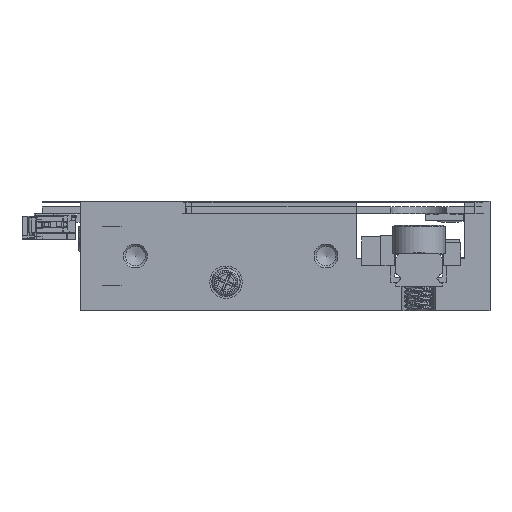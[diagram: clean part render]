
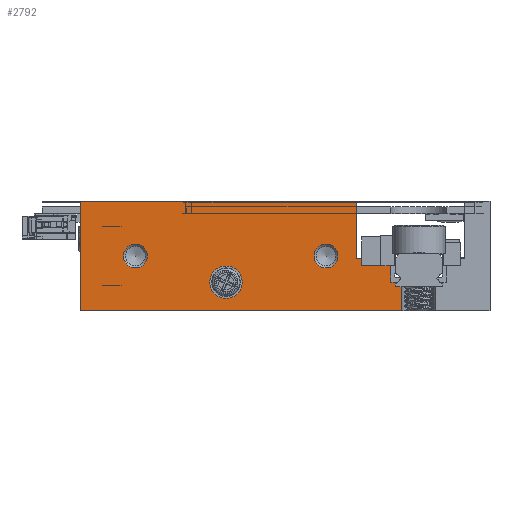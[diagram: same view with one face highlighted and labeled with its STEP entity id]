
A CAD part, left-side view. The second image highlights one B-rep face of the part: STEP entity #2792.
In plain terms, the highlighted planar face has unit normal (-1, 0, 0).
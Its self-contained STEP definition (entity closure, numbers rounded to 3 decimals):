
#1771=FACE_BOUND('',#6886,.T.);
#1772=FACE_BOUND('',#6887,.T.);
#1773=FACE_BOUND('',#6888,.T.);
#1774=FACE_BOUND('',#6889,.T.);
#2792=ADVANCED_FACE('',(#1771,#1772,#1773,#1774),#4450,.F.);
#4450=PLANE('',#32820);
#6886=EDGE_LOOP('',(#10343));
#6887=EDGE_LOOP('',(#10344));
#6888=EDGE_LOOP('',(#10345));
#6889=EDGE_LOOP('',(#10346,#10347,#10348,#10349,#10350,#10351,#10352,#10353));
#9215=CIRCLE('',#32817,1.7);
#9216=CIRCLE('',#32818,1.25);
#9217=CIRCLE('',#32819,1.25);
#10343=ORIENTED_EDGE('',*,*,#22028,.T.);
#10344=ORIENTED_EDGE('',*,*,#22029,.T.);
#10345=ORIENTED_EDGE('',*,*,#22030,.T.);
#10346=ORIENTED_EDGE('',*,*,#22008,.T.);
#10347=ORIENTED_EDGE('',*,*,#22031,.T.);
#10348=ORIENTED_EDGE('',*,*,#22032,.T.);
#10349=ORIENTED_EDGE('',*,*,#22033,.T.);
#10350=ORIENTED_EDGE('',*,*,#22034,.T.);
#10351=ORIENTED_EDGE('',*,*,#21986,.T.);
#10352=ORIENTED_EDGE('',*,*,#21960,.F.);
#10353=ORIENTED_EDGE('',*,*,#21970,.T.);
#18928=VERTEX_POINT('',#44252);
#18929=VERTEX_POINT('',#44254);
#18936=VERTEX_POINT('',#44271);
#18947=VERTEX_POINT('',#44303);
#18966=VERTEX_POINT('',#44347);
#18982=VERTEX_POINT('',#44388);
#18983=VERTEX_POINT('',#44390);
#18984=VERTEX_POINT('',#44392);
#18985=VERTEX_POINT('',#44394);
#18986=VERTEX_POINT('',#44396);
#18987=VERTEX_POINT('',#44398);
#21960=EDGE_CURVE('',#18928,#18929,#26286,.T.);
#21970=EDGE_CURVE('',#18928,#18936,#26294,.T.);
#21986=EDGE_CURVE('',#18947,#18929,#26310,.T.);
#22008=EDGE_CURVE('',#18936,#18966,#26321,.T.);
#22028=EDGE_CURVE('',#18982,#18982,#9215,.T.);
#22029=EDGE_CURVE('',#18983,#18983,#9216,.T.);
#22030=EDGE_CURVE('',#18984,#18984,#9217,.T.);
#22031=EDGE_CURVE('',#18966,#18985,#26340,.T.);
#22032=EDGE_CURVE('',#18985,#18986,#26341,.T.);
#22033=EDGE_CURVE('',#18986,#18987,#26342,.T.);
#22034=EDGE_CURVE('',#18987,#18947,#26343,.T.);
#26286=LINE('',#44253,#29549);
#26294=LINE('',#44272,#29557);
#26310=LINE('',#44302,#29573);
#26321=LINE('',#44348,#29584);
#26340=LINE('',#44393,#29603);
#26341=LINE('',#44395,#29604);
#26342=LINE('',#44397,#29605);
#26343=LINE('',#44399,#29606);
#29549=VECTOR('',#35547,1.);
#29557=VECTOR('',#35561,1.);
#29573=VECTOR('',#35585,1.);
#29584=VECTOR('',#35626,1.);
#29603=VECTOR('',#35661,1.);
#29604=VECTOR('',#35662,1.);
#29605=VECTOR('',#35663,1.);
#29606=VECTOR('',#35664,1.);
#32817=AXIS2_PLACEMENT_3D('',#44387,#35655,#35656);
#32818=AXIS2_PLACEMENT_3D('',#44389,#35657,#35658);
#32819=AXIS2_PLACEMENT_3D('',#44391,#35659,#35660);
#32820=AXIS2_PLACEMENT_3D('',#44400,#35665,#35666);
#35547=DIRECTION('',(0.,-1.,0.));
#35561=DIRECTION('',(0.,0.,-1.));
#35585=DIRECTION('',(0.,0.,1.));
#35626=DIRECTION('',(0.,-1.,0.));
#35655=DIRECTION('',(1.,0.,0.));
#35656=DIRECTION('',(0.,1.,0.));
#35657=DIRECTION('',(1.,0.,0.));
#35658=DIRECTION('',(0.,1.,0.));
#35659=DIRECTION('',(1.,0.,0.));
#35660=DIRECTION('',(0.,1.,0.));
#35661=DIRECTION('',(0.,0.,1.));
#35662=DIRECTION('',(0.,1.,0.));
#35663=DIRECTION('',(0.,0.,1.));
#35664=DIRECTION('',(0.,1.,0.));
#35665=DIRECTION('',(1.,0.,0.));
#35666=DIRECTION('',(0.,1.,0.));
#44252=CARTESIAN_POINT('',(-15.,43.,11.5));
#44253=CARTESIAN_POINT('',(-15.,43.,11.5));
#44254=CARTESIAN_POINT('',(-15.,14.05,11.5));
#44271=CARTESIAN_POINT('',(-15.,43.,0.));
#44272=CARTESIAN_POINT('',(-15.,43.,11.5));
#44302=CARTESIAN_POINT('',(-15.,14.05,5.5));
#44303=CARTESIAN_POINT('',(-15.,14.05,5.5));
#44347=CARTESIAN_POINT('',(-15.,9.25,0.));
#44348=CARTESIAN_POINT('',(-15.,43.,0.));
#44387=CARTESIAN_POINT('',(-15.,27.7,3.));
#44388=CARTESIAN_POINT('',(-15.,29.4,3.));
#44389=CARTESIAN_POINT('',(-15.,37.2,5.75));
#44390=CARTESIAN_POINT('',(-15.,38.45,5.75));
#44391=CARTESIAN_POINT('',(-15.,17.2,5.75));
#44392=CARTESIAN_POINT('',(-15.,18.45,5.75));
#44393=CARTESIAN_POINT('',(-15.,9.25,-0.3));
#44394=CARTESIAN_POINT('',(-15.,9.25,3.));
#44395=CARTESIAN_POINT('',(-15.,4.6,3.));
#44396=CARTESIAN_POINT('',(-15.,10.4,3.));
#44397=CARTESIAN_POINT('',(-15.,10.4,3.));
#44398=CARTESIAN_POINT('',(-15.,10.4,5.5));
#44399=CARTESIAN_POINT('',(-15.,10.4,5.5));
#44400=CARTESIAN_POINT('',(-15.,43.,11.5));
